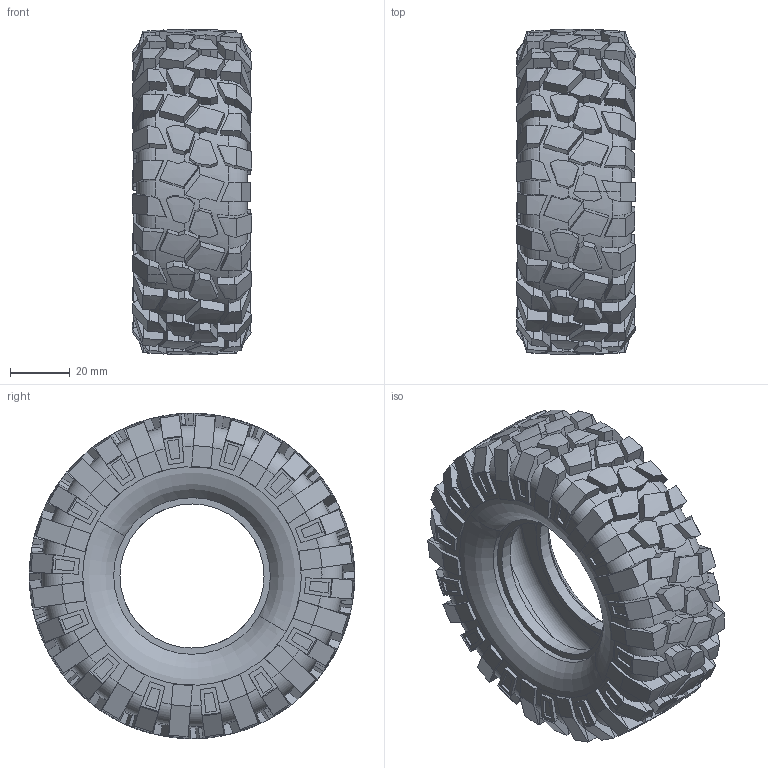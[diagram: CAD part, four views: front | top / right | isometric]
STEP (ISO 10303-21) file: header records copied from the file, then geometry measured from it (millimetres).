
FILE_DESCRIPTION (( 'STEP AP203' ), '1' );
FILE_NAME ('595652.STEP', '2015-02-09T20:32:53', ( 'Kyle' ), ( 'Microsoft' ), 'SwSTEP 2.0', 'SolidWorks 2014', '' );
FILE_SCHEMA (( 'CONFIG_CONTROL_DESIGN' ));
Length unit declared in the file: inch
Products named in the file (1): 595652
Bounding box: 39.97 x 109.19 x 109.22 mm (x, y, z)
Volume: 69360.1 mm3; surface area: 62682.2 mm2
Topology: 1 solids, 1 shells, 1344 faces, 3854 edges, 2546 vertices
Faces by surface type: plane 1128, torus 196, cylinder 20
Entity records: 46228 total; most frequent: CARTESIAN_POINT 14390, ORIENTED_EDGE 7708, DIRECTION 5084, EDGE_CURVE 3854, VERTEX_POINT 2546, VECTOR 1834, LINE 1834, AXIS2_PLACEMENT_3D 1625
